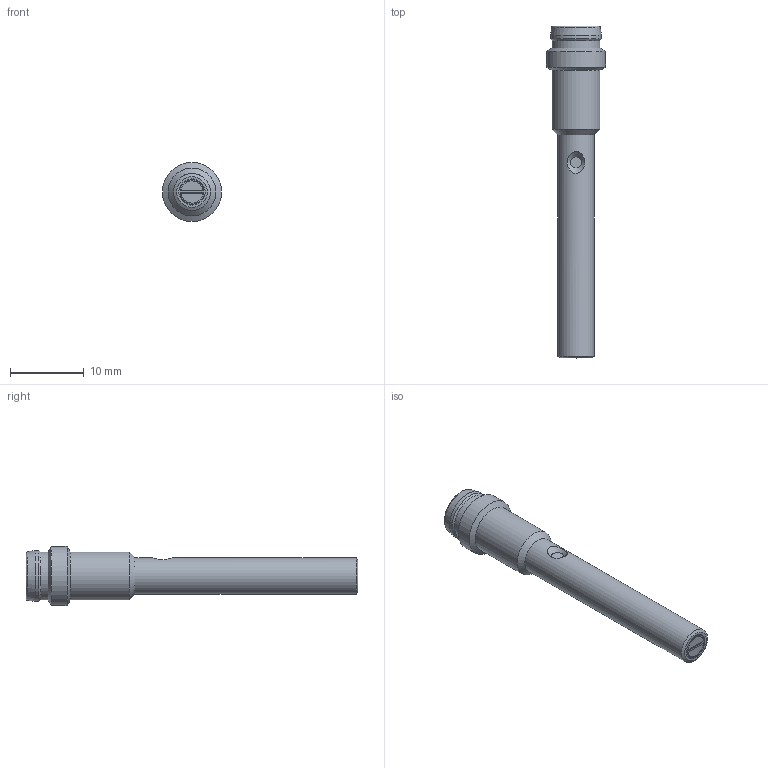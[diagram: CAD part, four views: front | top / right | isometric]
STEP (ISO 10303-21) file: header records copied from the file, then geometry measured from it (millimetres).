
FILE_DESCRIPTION (( 'STEP AP214' ), '1' );
FILE_NAME ('C5D-AN-1F.STEP', '2018-04-19T20:01:22', ( '' ), ( '' ), 'SwSTEP 2.0', 'SolidWorks 2017', '' );
FILE_SCHEMA (( 'AUTOMOTIVE_DESIGN' ));
Length unit declared in the file: inch
Products named in the file (1): C5D-AN-1F
Bounding box: 8 x 45 x 8 mm (x, y, z)
Volume: 1000.5 mm3; surface area: 991 mm2
Topology: 1 solids, 1 shells, 30 faces, 85 edges, 60 vertices
Faces by surface type: cylinder 9, plane 9, cone 8, sphere 3, bspline 1
Full cylindrical faces by diameter (mm): 1.001 x3, 5 x1, 5.8 x1, 6.5 x2, 6.9 x1, 8 x1
Entity records: 1091 total; most frequent: CARTESIAN_POINT 488, DIRECTION 115, ORIENTED_EDGE 84, EDGE_LOOP 57, AXIS2_PLACEMENT_3D 52, EDGE_CURVE 42, VERTEX_POINT 41, FACE_OUTER_BOUND 40
